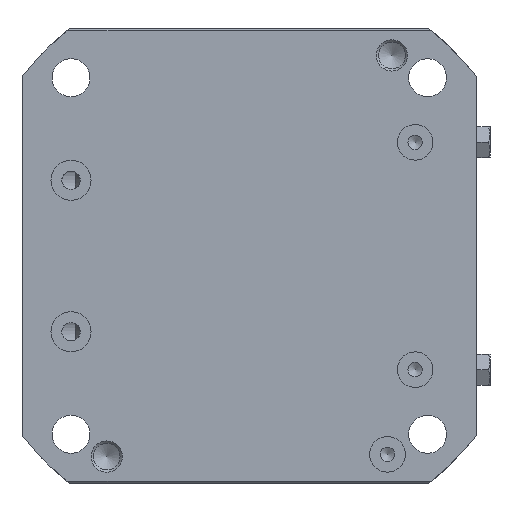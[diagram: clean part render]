
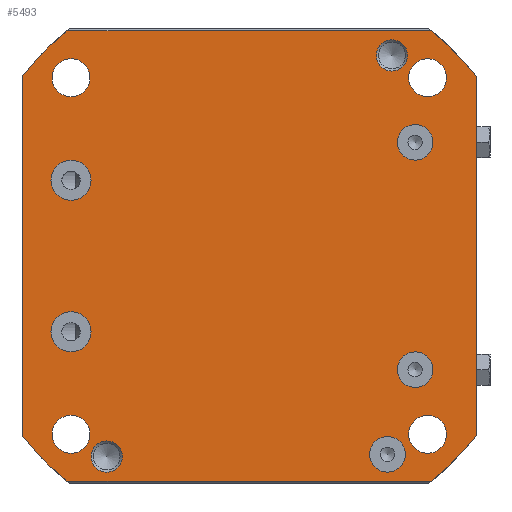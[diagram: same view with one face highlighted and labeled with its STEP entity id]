
A CAD part, front view. The second image highlights one B-rep face of the part: STEP entity #5493.
In plain terms, the highlighted planar face has unit normal (0, -1, 0).
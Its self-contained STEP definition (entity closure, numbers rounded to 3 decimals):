
#319=LINE('',#8802,#782);
#364=LINE('',#8911,#827);
#366=LINE('',#8917,#829);
#367=LINE('',#8922,#830);
#782=VECTOR('',#7019,80.598);
#827=VECTOR('',#7090,80.598);
#829=VECTOR('',#7096,81.847);
#830=VECTOR('',#7101,81.847);
#1325=PLANE('',#6091);
#1516=FACE_BOUND('',#2122,.T.);
#1517=FACE_BOUND('',#2123,.T.);
#1518=FACE_BOUND('',#2124,.T.);
#1519=FACE_BOUND('',#2125,.T.);
#1520=FACE_BOUND('',#2126,.T.);
#1521=FACE_BOUND('',#2127,.T.);
#1522=FACE_BOUND('',#2128,.T.);
#1523=FACE_BOUND('',#2129,.T.);
#1524=FACE_BOUND('',#2130,.T.);
#1525=FACE_BOUND('',#2131,.T.);
#1526=FACE_BOUND('',#2132,.T.);
#1723=FACE_OUTER_BOUND('',#2121,.T.);
#2121=EDGE_LOOP('',(#4389,#4390,#4391,#4392,#4393,#4394,#4395,#4396));
#2122=EDGE_LOOP('',(#4397));
#2123=EDGE_LOOP('',(#4398));
#2124=EDGE_LOOP('',(#4399));
#2125=EDGE_LOOP('',(#4400));
#2126=EDGE_LOOP('',(#4401));
#2127=EDGE_LOOP('',(#4402));
#2128=EDGE_LOOP('',(#4403));
#2129=EDGE_LOOP('',(#4404));
#2130=EDGE_LOOP('',(#4405));
#2131=EDGE_LOOP('',(#4406));
#2132=EDGE_LOOP('',(#4407));
#2398=CIRCLE('',#5867,4.5);
#2400=CIRCLE('',#5871,4.5);
#2402=CIRCLE('',#5875,4.);
#2404=CIRCLE('',#5879,4.);
#2406=CIRCLE('',#5883,4.);
#2471=CIRCLE('',#6054,3.5);
#2474=CIRCLE('',#6060,3.5);
#2476=CIRCLE('',#6065,4.25);
#2478=CIRCLE('',#6068,4.25);
#2480=CIRCLE('',#6071,4.25);
#2482=CIRCLE('',#6074,4.25);
#2496=CIRCLE('',#6092,65.);
#2497=CIRCLE('',#6093,65.);
#2498=CIRCLE('',#6094,65.);
#2499=CIRCLE('',#6095,65.);
#2602=VERTEX_POINT('',#8149);
#2604=VERTEX_POINT('',#8155);
#2606=VERTEX_POINT('',#8161);
#2608=VERTEX_POINT('',#8167);
#2610=VERTEX_POINT('',#8173);
#2766=VERTEX_POINT('',#8757);
#2769=VERTEX_POINT('',#8766);
#2771=VERTEX_POINT('',#8773);
#2773=VERTEX_POINT('',#8778);
#2775=VERTEX_POINT('',#8783);
#2777=VERTEX_POINT('',#8788);
#2782=VERTEX_POINT('',#8799);
#2783=VERTEX_POINT('',#8801);
#2833=VERTEX_POINT('',#8908);
#2834=VERTEX_POINT('',#8910);
#2835=VERTEX_POINT('',#8914);
#2836=VERTEX_POINT('',#8916);
#2837=VERTEX_POINT('',#8919);
#2838=VERTEX_POINT('',#8921);
#3109=EDGE_CURVE('',#2602,#2602,#2398,.T.);
#3111=EDGE_CURVE('',#2604,#2604,#2400,.T.);
#3113=EDGE_CURVE('',#2606,#2606,#2402,.T.);
#3115=EDGE_CURVE('',#2608,#2608,#2404,.T.);
#3117=EDGE_CURVE('',#2610,#2610,#2406,.T.);
#3348=EDGE_CURVE('',#2766,#2766,#2471,.T.);
#3351=EDGE_CURVE('',#2769,#2769,#2474,.T.);
#3353=EDGE_CURVE('',#2771,#2771,#2476,.T.);
#3355=EDGE_CURVE('',#2773,#2773,#2478,.T.);
#3357=EDGE_CURVE('',#2775,#2775,#2480,.T.);
#3359=EDGE_CURVE('',#2777,#2777,#2482,.T.);
#3364=EDGE_CURVE('',#2782,#2783,#319,.T.);
#3421=EDGE_CURVE('',#2834,#2833,#364,.T.);
#3423=EDGE_CURVE('',#2782,#2835,#2496,.T.);
#3424=EDGE_CURVE('',#2835,#2836,#366,.T.);
#3425=EDGE_CURVE('',#2836,#2834,#2497,.T.);
#3426=EDGE_CURVE('',#2833,#2837,#2498,.T.);
#3427=EDGE_CURVE('',#2838,#2837,#367,.T.);
#3428=EDGE_CURVE('',#2838,#2783,#2499,.T.);
#4389=ORIENTED_EDGE('',*,*,#3423,.T.);
#4390=ORIENTED_EDGE('',*,*,#3424,.T.);
#4391=ORIENTED_EDGE('',*,*,#3425,.T.);
#4392=ORIENTED_EDGE('',*,*,#3421,.T.);
#4393=ORIENTED_EDGE('',*,*,#3426,.T.);
#4394=ORIENTED_EDGE('',*,*,#3427,.F.);
#4395=ORIENTED_EDGE('',*,*,#3428,.T.);
#4396=ORIENTED_EDGE('',*,*,#3364,.F.);
#4397=ORIENTED_EDGE('',*,*,#3109,.T.);
#4398=ORIENTED_EDGE('',*,*,#3111,.T.);
#4399=ORIENTED_EDGE('',*,*,#3113,.T.);
#4400=ORIENTED_EDGE('',*,*,#3115,.T.);
#4401=ORIENTED_EDGE('',*,*,#3117,.T.);
#4402=ORIENTED_EDGE('',*,*,#3348,.F.);
#4403=ORIENTED_EDGE('',*,*,#3359,.T.);
#4404=ORIENTED_EDGE('',*,*,#3357,.T.);
#4405=ORIENTED_EDGE('',*,*,#3355,.T.);
#4406=ORIENTED_EDGE('',*,*,#3353,.T.);
#4407=ORIENTED_EDGE('',*,*,#3351,.F.);
#5493=ADVANCED_FACE('',(#1723,#1516,#1517,#1518,#1519,#1520,#1521,#1522,
#1523,#1524,#1525,#1526),#1325,.F.);
#5867=AXIS2_PLACEMENT_3D('',#8150,#6481,#6482);
#5871=AXIS2_PLACEMENT_3D('',#8156,#6489,#6490);
#5875=AXIS2_PLACEMENT_3D('',#8162,#6497,#6498);
#5879=AXIS2_PLACEMENT_3D('',#8168,#6505,#6506);
#5883=AXIS2_PLACEMENT_3D('',#8174,#6513,#6514);
#6054=AXIS2_PLACEMENT_3D('',#8758,#6968,#6969);
#6060=AXIS2_PLACEMENT_3D('',#8767,#6980,#6981);
#6065=AXIS2_PLACEMENT_3D('',#8774,#6990,#6991);
#6068=AXIS2_PLACEMENT_3D('',#8779,#6996,#6997);
#6071=AXIS2_PLACEMENT_3D('',#8784,#7002,#7003);
#6074=AXIS2_PLACEMENT_3D('',#8789,#7008,#7009);
#6091=AXIS2_PLACEMENT_3D('',#8913,#7092,#7093);
#6092=AXIS2_PLACEMENT_3D('',#8915,#7094,#7095);
#6093=AXIS2_PLACEMENT_3D('',#8918,#7097,#7098);
#6094=AXIS2_PLACEMENT_3D('',#8920,#7099,#7100);
#6095=AXIS2_PLACEMENT_3D('',#8923,#7102,#7103);
#6481=DIRECTION('center_axis',(0.,1.,0.));
#6482=DIRECTION('ref_axis',(-1.,0.,0.));
#6489=DIRECTION('center_axis',(0.,1.,0.));
#6490=DIRECTION('ref_axis',(-1.,0.,0.));
#6497=DIRECTION('center_axis',(0.,1.,0.));
#6498=DIRECTION('ref_axis',(-1.,0.,0.));
#6505=DIRECTION('center_axis',(0.,1.,0.));
#6506=DIRECTION('ref_axis',(-1.,0.,0.));
#6513=DIRECTION('center_axis',(0.,1.,0.));
#6514=DIRECTION('ref_axis',(-1.,0.,0.));
#6968=DIRECTION('center_axis',(0.,-1.,0.));
#6969=DIRECTION('ref_axis',(0.,0.,-1.));
#6980=DIRECTION('center_axis',(0.,-1.,0.));
#6981=DIRECTION('ref_axis',(0.,0.,-1.));
#6990=DIRECTION('center_axis',(0.,1.,0.));
#6991=DIRECTION('ref_axis',(0.,0.,1.));
#6996=DIRECTION('center_axis',(0.,1.,0.));
#6997=DIRECTION('ref_axis',(0.,0.,1.));
#7002=DIRECTION('center_axis',(0.,1.,0.));
#7003=DIRECTION('ref_axis',(0.,0.,1.));
#7008=DIRECTION('center_axis',(0.,1.,0.));
#7009=DIRECTION('ref_axis',(0.,0.,1.));
#7019=DIRECTION('',(0.,0.,-1.));
#7090=DIRECTION('',(0.,0.,-1.));
#7092=DIRECTION('center_axis',(0.,1.,0.));
#7093=DIRECTION('ref_axis',(0.,0.,1.));
#7094=DIRECTION('center_axis',(0.,-1.,0.));
#7095=DIRECTION('ref_axis',(0.,0.,-1.));
#7096=DIRECTION('',(-1.,0.,0.));
#7097=DIRECTION('center_axis',(0.,-1.,0.));
#7098=DIRECTION('ref_axis',(0.,0.,-1.));
#7099=DIRECTION('center_axis',(0.,-1.,0.));
#7100=DIRECTION('ref_axis',(0.,0.,-1.));
#7101=DIRECTION('',(-1.,0.,0.));
#7102=DIRECTION('center_axis',(0.,-1.,0.));
#7103=DIRECTION('ref_axis',(0.,0.,-1.));
#8149=CARTESIAN_POINT('',(-35.5,0.,-17.));
#8150=CARTESIAN_POINT('Origin',(-40.,0.,-17.));
#8155=CARTESIAN_POINT('',(-35.5,0.,17.));
#8156=CARTESIAN_POINT('Origin',(-40.,0.,17.));
#8161=CARTESIAN_POINT('',(41.2,0.,25.5));
#8162=CARTESIAN_POINT('Origin',(37.2,0.,25.5));
#8167=CARTESIAN_POINT('',(41.2,0.,-25.5));
#8168=CARTESIAN_POINT('Origin',(37.2,0.,-25.5));
#8173=CARTESIAN_POINT('',(35.,0.,-44.5));
#8174=CARTESIAN_POINT('Origin',(31.,0.,-44.5));
#8757=CARTESIAN_POINT('',(32.,0.,41.5));
#8758=CARTESIAN_POINT('Origin',(32.,0.,45.));
#8766=CARTESIAN_POINT('',(-32.,0.,-48.5));
#8767=CARTESIAN_POINT('Origin',(-32.,0.,-45.));
#8773=CARTESIAN_POINT('',(-40.,0.,44.25));
#8774=CARTESIAN_POINT('Origin',(-40.,0.,40.));
#8778=CARTESIAN_POINT('',(40.,0.,44.25));
#8779=CARTESIAN_POINT('Origin',(40.,0.,40.));
#8783=CARTESIAN_POINT('',(40.,0.,-35.75));
#8784=CARTESIAN_POINT('Origin',(40.,0.,-40.));
#8788=CARTESIAN_POINT('',(-40.,0.,-35.75));
#8789=CARTESIAN_POINT('Origin',(-40.,0.,-40.));
#8799=CARTESIAN_POINT('',(51.,0.,40.299));
#8801=CARTESIAN_POINT('',(51.,0.,-40.299));
#8802=CARTESIAN_POINT('',(51.,0.,40.299));
#8908=CARTESIAN_POINT('',(-51.,0.,-40.299));
#8910=CARTESIAN_POINT('',(-51.,0.,40.299));
#8911=CARTESIAN_POINT('',(-51.,0.,40.299));
#8913=CARTESIAN_POINT('Origin',(51.,0.,50.5));
#8914=CARTESIAN_POINT('',(40.924,0.,50.5));
#8915=CARTESIAN_POINT('Origin',(0.,0.,0.));
#8916=CARTESIAN_POINT('',(-40.924,0.,50.5));
#8917=CARTESIAN_POINT('',(40.924,0.,50.5));
#8918=CARTESIAN_POINT('Origin',(0.,0.,0.));
#8919=CARTESIAN_POINT('',(-40.924,0.,-50.5));
#8920=CARTESIAN_POINT('Origin',(0.,0.,0.));
#8921=CARTESIAN_POINT('',(40.924,0.,-50.5));
#8922=CARTESIAN_POINT('',(40.924,0.,-50.5));
#8923=CARTESIAN_POINT('Origin',(0.,0.,0.));
